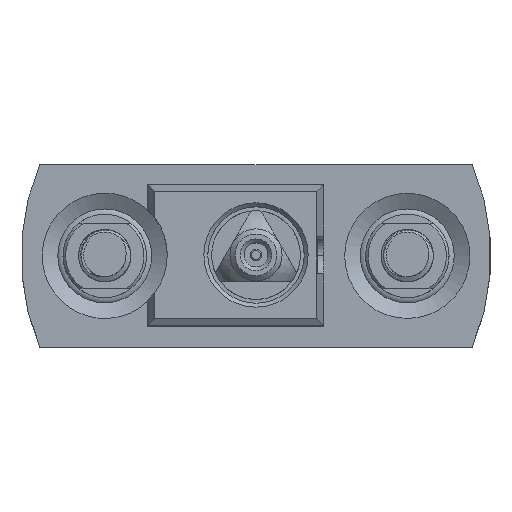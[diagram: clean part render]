
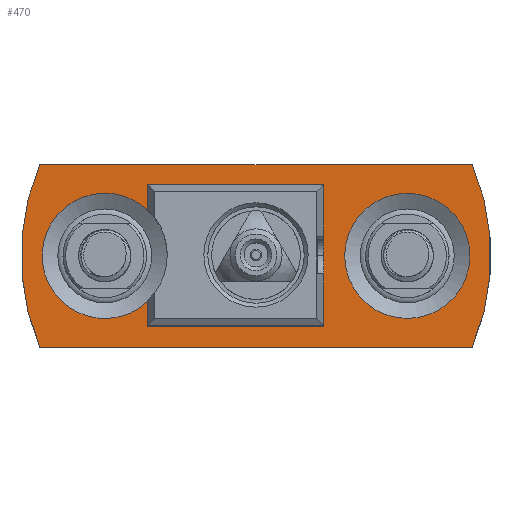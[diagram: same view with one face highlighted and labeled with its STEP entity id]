
A CAD part, top view. The second image highlights one B-rep face of the part: STEP entity #470.
In plain terms, the highlighted planar face has unit normal (0, 0, 1).
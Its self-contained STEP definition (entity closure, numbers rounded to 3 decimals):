
#303 = AXIS2_PLACEMENT_3D ( 'NONE', #891, #9389, #950 ) ;
#335 = LINE ( 'NONE', #4862, #1976 ) ;
#343 = VERTEX_POINT ( 'NONE', #2006 ) ;
#470 = ADVANCED_FACE ( 'NONE', ( #10206, #4614, #2816 ), #8252, .F. ) ;
#488 = VECTOR ( 'NONE', #7060, 1000. ) ;
#689 = DIRECTION ( 'NONE',  ( 0., 0., 1. ) ) ;
#829 = AXIS2_PLACEMENT_3D ( 'NONE', #10816, #689, #2092 ) ;
#869 = DIRECTION ( 'NONE',  ( 0., -1., 0. ) ) ;
#875 = EDGE_CURVE ( 'NONE', #4119, #4119, #8897, .T. ) ;
#891 = CARTESIAN_POINT ( 'NONE',  ( 0., 0., 8.5 ) ) ;
#950 = DIRECTION ( 'NONE',  ( 0., -1., 0. ) ) ;
#1109 = CARTESIAN_POINT ( 'NONE',  ( 2.6, -2.7, 8.5 ) ) ;
#1288 = EDGE_CURVE ( 'NONE', #2225, #4591, #1786, .T. ) ;
#1292 = DIRECTION ( 'NONE',  ( -1., 0., 0. ) ) ;
#1735 = CARTESIAN_POINT ( 'NONE',  ( -8.292, -3.5, 8.5 ) ) ;
#1754 = CARTESIAN_POINT ( 'NONE',  ( 2.6, -2.7, 8.5 ) ) ;
#1786 = LINE ( 'NONE', #3599, #3696 ) ;
#1912 = CARTESIAN_POINT ( 'NONE',  ( -6., 0., 8.5 ) ) ;
#1976 = VECTOR ( 'NONE', #1292, 1000. ) ;
#2006 = CARTESIAN_POINT ( 'NONE',  ( -4.15, -2.7, 8.5 ) ) ;
#2092 = DIRECTION ( 'NONE',  ( 0., 1., 0. ) ) ;
#2225 = VERTEX_POINT ( 'NONE', #10785 ) ;
#2239 = CIRCLE ( 'NONE', #303, 9. ) ;
#2534 = CARTESIAN_POINT ( 'NONE',  ( 2.6, -2.7, 8.5 ) ) ;
#2647 = EDGE_LOOP ( 'NONE', ( #4311, #4976, #6996, #11350, #2763, #2661 ) ) ;
#2661 = ORIENTED_EDGE ( 'NONE', *, *, #3492, .F. ) ;
#2671 = LINE ( 'NONE', #1754, #488 ) ;
#2678 = VERTEX_POINT ( 'NONE', #5224 ) ;
#2679 = EDGE_CURVE ( 'NONE', #6123, #3674, #10825, .T. ) ;
#2763 = ORIENTED_EDGE ( 'NONE', *, *, #10621, .F. ) ;
#2790 = CARTESIAN_POINT ( 'NONE',  ( -4.15, -1.743, 8.5 ) ) ;
#2816 = FACE_BOUND ( 'NONE', #2647, .T. ) ;
#3049 = DIRECTION ( 'NONE',  ( 1., 0., 0. ) ) ;
#3153 = CARTESIAN_POINT ( 'NONE',  ( 0., 0., 8.5 ) ) ;
#3293 = ORIENTED_EDGE ( 'NONE', *, *, #3664, .F. ) ;
#3387 = DIRECTION ( 'NONE',  ( 0., -1., 0. ) ) ;
#3492 = EDGE_CURVE ( 'NONE', #343, #7456, #9419, .T. ) ;
#3576 = ORIENTED_EDGE ( 'NONE', *, *, #8520, .F. ) ;
#3599 = CARTESIAN_POINT ( 'NONE',  ( -6., 3.5, 8.5 ) ) ;
#3657 = DIRECTION ( 'NONE',  ( 1., 0., 0. ) ) ;
#3664 = EDGE_CURVE ( 'NONE', #2678, #6985, #335, .T. ) ;
#3674 = VERTEX_POINT ( 'NONE', #8576 ) ;
#3696 = VECTOR ( 'NONE', #3657, 1000. ) ;
#3964 = AXIS2_PLACEMENT_3D ( 'NONE', #3153, #5958, #3387 ) ;
#4061 = CARTESIAN_POINT ( 'NONE',  ( 5.8, 2.4, 8.5 ) ) ;
#4119 = VERTEX_POINT ( 'NONE', #4061 ) ;
#4311 = ORIENTED_EDGE ( 'NONE', *, *, #7311, .F. ) ;
#4425 = CARTESIAN_POINT ( 'NONE',  ( 2.6, 2.7, 8.5 ) ) ;
#4428 = ORIENTED_EDGE ( 'NONE', *, *, #875, .F. ) ;
#4547 = DIRECTION ( 'NONE',  ( -1., 0., 0. ) ) ;
#4591 = VERTEX_POINT ( 'NONE', #6173 ) ;
#4614 = FACE_OUTER_BOUND ( 'NONE', #8582, .T. ) ;
#4748 = VECTOR ( 'NONE', #4547, 1000. ) ;
#4862 = CARTESIAN_POINT ( 'NONE',  ( -6., -3.5, 8.5 ) ) ;
#4976 = ORIENTED_EDGE ( 'NONE', *, *, #5418, .F. ) ;
#5169 = DIRECTION ( 'NONE',  ( 0., -1., 0. ) ) ;
#5191 = ORIENTED_EDGE ( 'NONE', *, *, #10664, .F. ) ;
#5224 = CARTESIAN_POINT ( 'NONE',  ( 8.292, -3.5, 8.5 ) ) ;
#5247 = VERTEX_POINT ( 'NONE', #2790 ) ;
#5287 = DIRECTION ( 'NONE',  ( 0., 0., 1. ) ) ;
#5418 = EDGE_CURVE ( 'NONE', #3674, #5247, #6430, .T. ) ;
#5463 = ORIENTED_EDGE ( 'NONE', *, *, #1288, .F. ) ;
#5605 = CARTESIAN_POINT ( 'NONE',  ( -4.15, -2.7, 8.5 ) ) ;
#5945 = DIRECTION ( 'NONE',  ( 0., 1., 0. ) ) ;
#5958 = DIRECTION ( 'NONE',  ( 0., 0., -1. ) ) ;
#6123 = VERTEX_POINT ( 'NONE', #6381 ) ;
#6134 = CARTESIAN_POINT ( 'NONE',  ( 5.8, 0., 8.5 ) ) ;
#6173 = CARTESIAN_POINT ( 'NONE',  ( 8.292, 3.5, 8.5 ) ) ;
#6265 = CARTESIAN_POINT ( 'NONE',  ( -4.15, -2.7, 8.5 ) ) ;
#6381 = CARTESIAN_POINT ( 'NONE',  ( -4.15, 2.7, 8.5 ) ) ;
#6430 = CIRCLE ( 'NONE', #829, 2.4 ) ;
#6469 = CARTESIAN_POINT ( 'NONE',  ( 2.6, 2.7, 8.5 ) ) ;
#6530 = AXIS2_PLACEMENT_3D ( 'NONE', #1912, #9181, #869 ) ;
#6809 = VECTOR ( 'NONE', #7656, 1000. ) ;
#6900 = VECTOR ( 'NONE', #5169, 1000. ) ;
#6985 = VERTEX_POINT ( 'NONE', #1735 ) ;
#6996 = ORIENTED_EDGE ( 'NONE', *, *, #2679, .F. ) ;
#7060 = DIRECTION ( 'NONE',  ( 0., 1., 0. ) ) ;
#7220 = CIRCLE ( 'NONE', #3964, 9. ) ;
#7311 = EDGE_CURVE ( 'NONE', #5247, #343, #9513, .T. ) ;
#7456 = VERTEX_POINT ( 'NONE', #2534 ) ;
#7656 = DIRECTION ( 'NONE',  ( 0., -1., 0. ) ) ;
#8252 = PLANE ( 'NONE',  #6530 ) ;
#8520 = EDGE_CURVE ( 'NONE', #6985, #2225, #7220, .T. ) ;
#8576 = CARTESIAN_POINT ( 'NONE',  ( -4.15, 1.743, 8.5 ) ) ;
#8582 = EDGE_LOOP ( 'NONE', ( #5463, #3576, #3293, #5191 ) ) ;
#8897 = CIRCLE ( 'NONE', #10831, 2.4 ) ;
#9164 = LINE ( 'NONE', #4425, #4748 ) ;
#9181 = DIRECTION ( 'NONE',  ( 0., 0., -1. ) ) ;
#9389 = DIRECTION ( 'NONE',  ( 0., 0., -1. ) ) ;
#9419 = LINE ( 'NONE', #1109, #10474 ) ;
#9513 = LINE ( 'NONE', #5605, #6809 ) ;
#10129 = VERTEX_POINT ( 'NONE', #6469 ) ;
#10206 = FACE_BOUND ( 'NONE', #11901, .T. ) ;
#10474 = VECTOR ( 'NONE', #3049, 1000. ) ;
#10621 = EDGE_CURVE ( 'NONE', #7456, #10129, #2671, .T. ) ;
#10664 = EDGE_CURVE ( 'NONE', #4591, #2678, #2239, .T. ) ;
#10785 = CARTESIAN_POINT ( 'NONE',  ( -8.292, 3.5, 8.5 ) ) ;
#10816 = CARTESIAN_POINT ( 'NONE',  ( -5.8, 0., 8.5 ) ) ;
#10825 = LINE ( 'NONE', #6265, #6900 ) ;
#10831 = AXIS2_PLACEMENT_3D ( 'NONE', #6134, #5287, #5945 ) ;
#11350 = ORIENTED_EDGE ( 'NONE', *, *, #11435, .F. ) ;
#11435 = EDGE_CURVE ( 'NONE', #10129, #6123, #9164, .T. ) ;
#11901 = EDGE_LOOP ( 'NONE', ( #4428 ) ) ;
